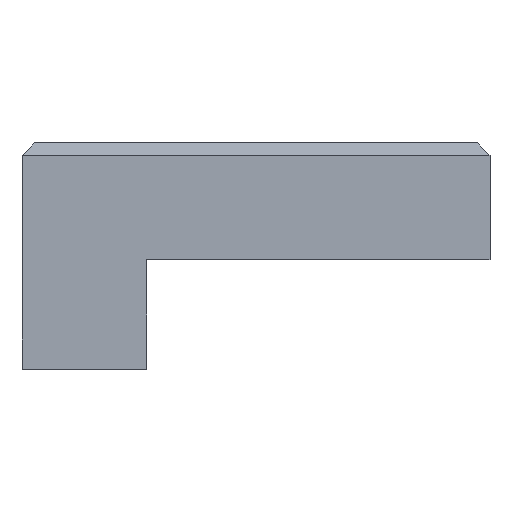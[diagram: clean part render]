
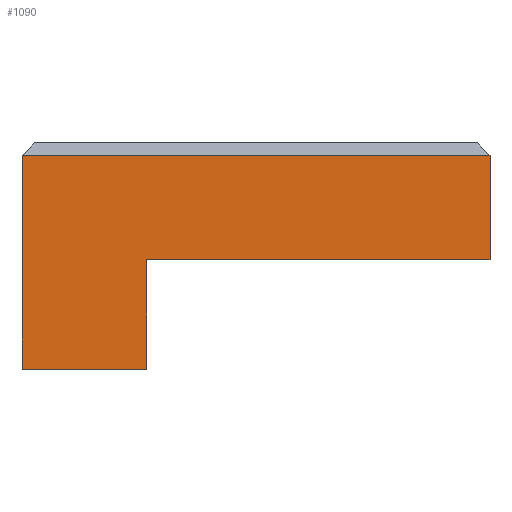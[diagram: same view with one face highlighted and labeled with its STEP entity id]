
A CAD part, left-side view. The second image highlights one B-rep face of the part: STEP entity #1090.
In plain terms, the highlighted planar face has unit normal (-1, 0, 0).
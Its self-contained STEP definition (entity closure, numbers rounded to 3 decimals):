
#4 = ORIENTED_EDGE ( 'NONE', *, *, #1107, .F. ) ;
#49 = CARTESIAN_POINT ( 'NONE',  ( 0., 0., 7.25 ) ) ;
#57 = AXIS2_PLACEMENT_3D ( 'NONE', #426, #616, #139 ) ;
#71 = VERTEX_POINT ( 'NONE', #570 ) ;
#87 = EDGE_CURVE ( 'NONE', #464, #1013, #931, .T. ) ;
#139 = DIRECTION ( 'NONE',  ( 0., 0., -1. ) ) ;
#154 = CARTESIAN_POINT ( 'NONE',  ( 0., 7.5, 3.75 ) ) ;
#180 = LINE ( 'NONE', #189, #1024 ) ;
#189 = CARTESIAN_POINT ( 'NONE',  ( 0., 15., 7.25 ) ) ;
#222 = VECTOR ( 'NONE', #342, 1000. ) ;
#227 = EDGE_CURVE ( 'NONE', #309, #71, #432, .T. ) ;
#286 = DIRECTION ( 'NONE',  ( 0., 0., -1. ) ) ;
#307 = ORIENTED_EDGE ( 'NONE', *, *, #998, .T. ) ;
#309 = VERTEX_POINT ( 'NONE', #1218 ) ;
#334 = DIRECTION ( 'NONE',  ( 0., 1., 0. ) ) ;
#335 = DIRECTION ( 'NONE',  ( 0., 1., 0. ) ) ;
#342 = DIRECTION ( 'NONE',  ( 0., 0., -1. ) ) ;
#426 = CARTESIAN_POINT ( 'NONE',  ( 0., 7.5, 7.25 ) ) ;
#432 = LINE ( 'NONE', #611, #1082 ) ;
#436 = CARTESIAN_POINT ( 'NONE',  ( 0., 0., 0.4 ) ) ;
#464 = VERTEX_POINT ( 'NONE', #980 ) ;
#488 = CARTESIAN_POINT ( 'NONE',  ( 0., 15., 3.75 ) ) ;
#495 = VECTOR ( 'NONE', #334, 1000. ) ;
#497 = VERTEX_POINT ( 'NONE', #488 ) ;
#530 = LINE ( 'NONE', #1046, #1003 ) ;
#540 = ORIENTED_EDGE ( 'NONE', *, *, #872, .F. ) ;
#570 = CARTESIAN_POINT ( 'NONE',  ( 0., 4., 7.25 ) ) ;
#601 = EDGE_LOOP ( 'NONE', ( #799, #831, #540, #1166, #4, #307 ) ) ;
#611 = CARTESIAN_POINT ( 'NONE',  ( 0., 7.5, 7.25 ) ) ;
#616 = DIRECTION ( 'NONE',  ( -1., 0., 0. ) ) ;
#644 = FACE_OUTER_BOUND ( 'NONE', #601, .T. ) ;
#712 = LINE ( 'NONE', #49, #222 ) ;
#799 = ORIENTED_EDGE ( 'NONE', *, *, #930, .T. ) ;
#831 = ORIENTED_EDGE ( 'NONE', *, *, #87, .T. ) ;
#871 = VERTEX_POINT ( 'NONE', #1176 ) ;
#872 = EDGE_CURVE ( 'NONE', #309, #1013, #712, .T. ) ;
#901 = VECTOR ( 'NONE', #945, 1000. ) ;
#930 = EDGE_CURVE ( 'NONE', #497, #464, #180, .T. ) ;
#931 = LINE ( 'NONE', #1223, #901 ) ;
#945 = DIRECTION ( 'NONE',  ( 0., -1., 0. ) ) ;
#980 = CARTESIAN_POINT ( 'NONE',  ( 0., 15., 0.4 ) ) ;
#998 = EDGE_CURVE ( 'NONE', #871, #497, #1190, .T. ) ;
#1003 = VECTOR ( 'NONE', #1219, 1000. ) ;
#1013 = VERTEX_POINT ( 'NONE', #436 ) ;
#1024 = VECTOR ( 'NONE', #286, 1000. ) ;
#1046 = CARTESIAN_POINT ( 'NONE',  ( 0., 4., 3.75 ) ) ;
#1082 = VECTOR ( 'NONE', #335, 1000. ) ;
#1090 = ADVANCED_FACE ( 'NONE', ( #644 ), #1117, .T. ) ;
#1107 = EDGE_CURVE ( 'NONE', #871, #71, #530, .T. ) ;
#1117 = PLANE ( 'NONE',  #57 ) ;
#1166 = ORIENTED_EDGE ( 'NONE', *, *, #227, .T. ) ;
#1176 = CARTESIAN_POINT ( 'NONE',  ( 0., 4., 3.75 ) ) ;
#1190 = LINE ( 'NONE', #154, #495 ) ;
#1218 = CARTESIAN_POINT ( 'NONE',  ( 0., 0., 7.25 ) ) ;
#1219 = DIRECTION ( 'NONE',  ( 0., 0., 1. ) ) ;
#1223 = CARTESIAN_POINT ( 'NONE',  ( 0., 7.5, 0.4 ) ) ;
